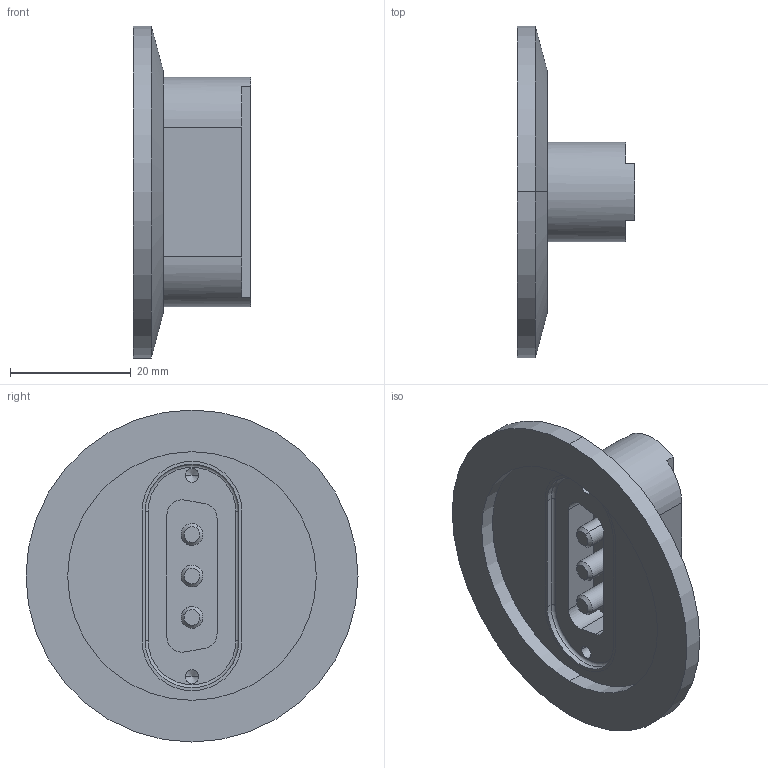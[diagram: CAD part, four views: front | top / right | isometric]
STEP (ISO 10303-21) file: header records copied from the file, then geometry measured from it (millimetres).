
FILE_DESCRIPTION (( 'STEP AP214' ), '1' );
FILE_NAME ('210-X15-3P-K40_00.STEP', '2025-04-15T12:06:35', ( '' ), ( '' ), 'SwSTEP 2.0', 'SolidWorks 2022', '' );
FILE_SCHEMA (( 'AUTOMOTIVE_DESIGN' ));
Length unit declared in the file: millimetre
Products named in the file (5): 9210-D15-K40_DN40 KF; 218-X-X_218-X15-3p   logo; 9212-POWER-PIN-FENI-CU_vergoldet; 210-X15-3P-K40_00; 9218-X-X_ 218-X15-3P  Logo-HC
Assembly tree (6 placements, depth 3):
  210-X15-3P-K40_00
    9210-D15-K40_DN40 KF
    218-X-X_218-X15-3p   logo
      9218-X-X_ 218-X15-3P  Logo-HC
      9212-POWER-PIN-FENI-CU_vergoldet  x3
Bounding box: 19.5 x 55 x 55 mm (x, y, z)
Volume: 12294.2 mm3; surface area: 9167.3 mm2
Topology: 5 solids, 5 shells, 289 faces, 742 edges, 482 vertices
Faces by surface type: plane 153, cylinder 85, bspline 27, cone 22, torus 2
Entity records: 10184 total; most frequent: CARTESIAN_POINT 3226, ORIENTED_EDGE 1412, DIRECTION 1338, EDGE_CURVE 706, LINE 478, VECTOR 478, VERTEX_POINT 466, AXIS2_PLACEMENT_3D 430
